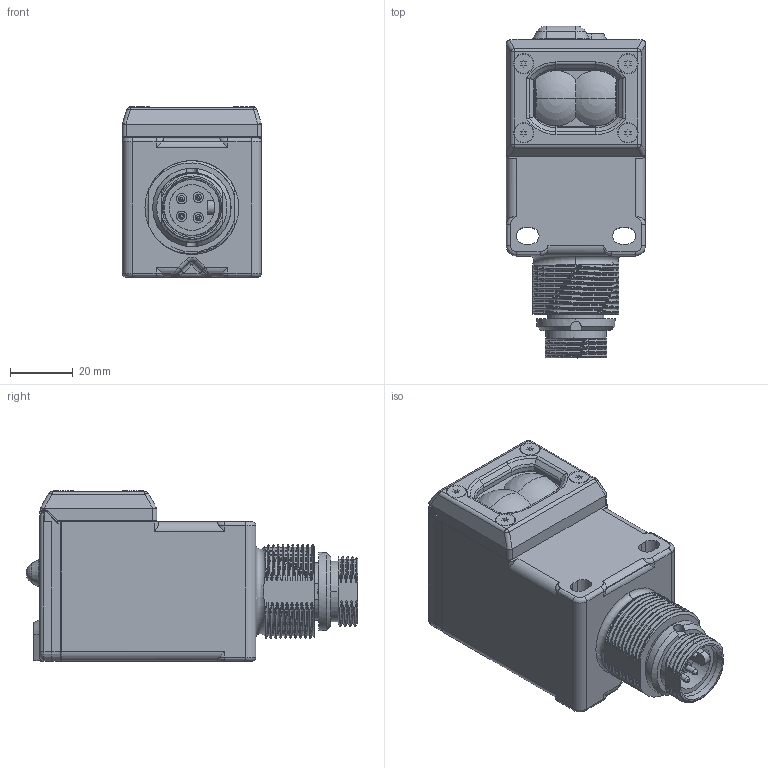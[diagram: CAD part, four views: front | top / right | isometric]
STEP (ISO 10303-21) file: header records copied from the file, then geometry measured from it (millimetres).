
FILE_DESCRIPTION((''),'2;1');
FILE_NAME('156697_SM01_ASM','2022-11-07T07:55:35',('PDMAdmin'),('BANNER ENGINEERING'),'CREO PARAMETRIC BY PTC INC, 2019292','CREO PARAMETRIC BY PTC INC, 2019292','');
FILE_SCHEMA(('CONFIG_CONTROL_DESIGN'));
Length unit declared in the file: millimetre
Products named in the file (2): 156697_EP01; 156697_SM01_ASM
Assembly tree (1 placements, depth 2):
  156697_SM01_ASM
    156697_EP01
Bounding box: 44.57 x 106 x 54.35 mm (x, y, z)
Volume: 158892.7 mm3; surface area: 29396.1 mm2
Topology: 1 solids, 1 shells, 806 faces, 2156 edges, 1364 vertices
Faces by surface type: plane 325, cylinder 203, bspline 166, cone 68, torus 27, sphere 17
Entity records: 38370 total; most frequent: CARTESIAN_POINT 19525, ORIENTED_EDGE 4288, DIRECTION 3350, EDGE_CURVE 2144, VERTEX_POINT 1364, VECTOR 1158, LINE 1158, AXIS2_PLACEMENT_3D 1096
